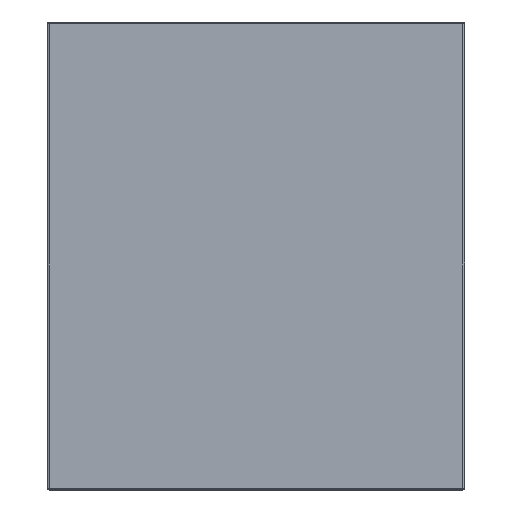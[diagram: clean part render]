
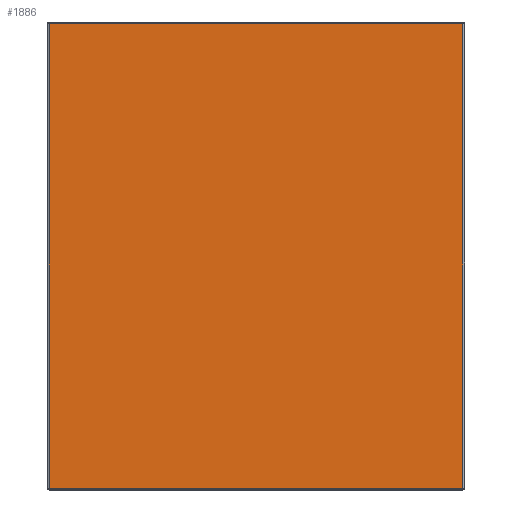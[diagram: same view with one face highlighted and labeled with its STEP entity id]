
A CAD part, top view. The second image highlights one B-rep face of the part: STEP entity #1886.
In plain terms, the highlighted planar face has unit normal (0, 0, 1).
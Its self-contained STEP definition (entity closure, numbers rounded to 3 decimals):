
#1709=CARTESIAN_POINT('Vertex',(1.5,-201.5,888.)) ;
#1716=CARTESIAN_POINT('Vertex',(360.5,-201.5,888.)) ;
#1719=CARTESIAN_POINT('Line Origine',(362.,-201.5,888.)) ;
#1856=CARTESIAN_POINT('Axis2P3D Location',(362.,-203.,888.)) ;
#1861=CARTESIAN_POINT('Line Origine',(360.5,0.,888.)) ;
#1865=CARTESIAN_POINT('Vertex',(360.5,201.5,888.)) ;
#1868=CARTESIAN_POINT('Line Origine',(181.,201.5,888.)) ;
#1872=CARTESIAN_POINT('Vertex',(1.5,201.5,888.)) ;
#1875=CARTESIAN_POINT('Line Origine',(1.5,0.,888.)) ;
#1721=VECTOR('Line Direction',#1720,1.) ;
#1863=VECTOR('Line Direction',#1862,1.) ;
#1870=VECTOR('Line Direction',#1869,1.) ;
#1877=VECTOR('Line Direction',#1876,1.) ;
#1720=DIRECTION('Vector Direction',(1.,0.,0.)) ;
#1857=DIRECTION('Axis2P3D Direction',(0.,0.,-1.)) ;
#1858=DIRECTION('Axis2P3D XDirection',(-1.,0.,0.)) ;
#1862=DIRECTION('Vector Direction',(0.,1.,0.)) ;
#1869=DIRECTION('Vector Direction',(-1.,0.,0.)) ;
#1876=DIRECTION('Vector Direction',(0.,-1.,0.)) ;
#1859=AXIS2_PLACEMENT_3D('Plane Axis2P3D',#1856,#1857,#1858) ;
#1722=LINE('Line',#1719,#1721) ;
#1864=LINE('Line',#1861,#1863) ;
#1871=LINE('Line',#1868,#1870) ;
#1878=LINE('Line',#1875,#1877) ;
#1860=PLANE('',#1859) ;
#1723=EDGE_CURVE('',#1710,#1717,#1722,.T.) ;
#1867=EDGE_CURVE('',#1717,#1866,#1864,.T.) ;
#1874=EDGE_CURVE('',#1866,#1873,#1871,.T.) ;
#1879=EDGE_CURVE('',#1873,#1710,#1878,.T.) ;
#1881=ORIENTED_EDGE('',*,*,#1723,.T.) ;
#1882=ORIENTED_EDGE('',*,*,#1867,.T.) ;
#1883=ORIENTED_EDGE('',*,*,#1874,.T.) ;
#1884=ORIENTED_EDGE('',*,*,#1879,.T.) ;
#1880=EDGE_LOOP('',(#1881,#1882,#1883,#1884)) ;
#1710=VERTEX_POINT('',#1709) ;
#1717=VERTEX_POINT('',#1716) ;
#1866=VERTEX_POINT('',#1865) ;
#1873=VERTEX_POINT('',#1872) ;
#1886=ADVANCED_FACE('FUE_Template_Product.1|UHHF040_Abdeckplatte.1|UHHF040_Abdeckplatte_3sh-HG-00183757_A.1|Verrundung1',(#1885),#1860,.F.) ;
#1885=FACE_OUTER_BOUND('',#1880,.T.) ;
